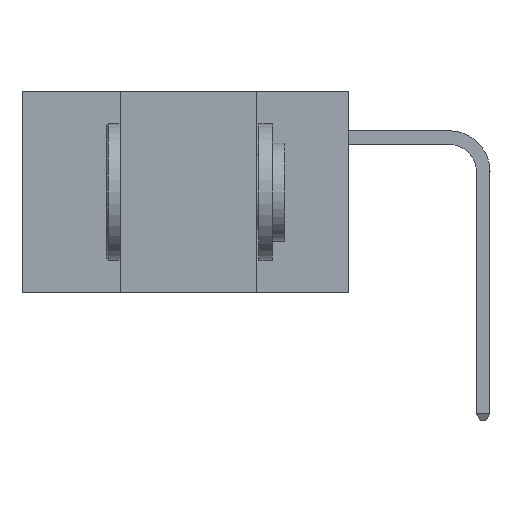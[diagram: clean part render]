
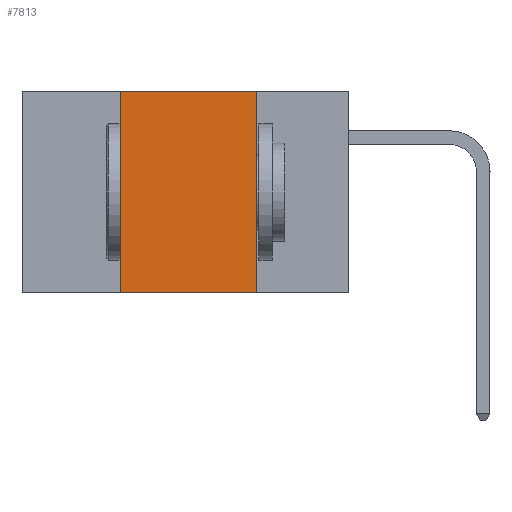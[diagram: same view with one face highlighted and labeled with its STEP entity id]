
A CAD part, left-side view. The second image highlights one B-rep face of the part: STEP entity #7813.
In plain terms, the highlighted planar face has unit normal (-1, 0, 0).
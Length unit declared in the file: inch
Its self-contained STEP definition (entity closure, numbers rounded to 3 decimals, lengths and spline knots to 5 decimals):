
#240 = EDGE_CURVE ( 'NONE', #757, #7033, #8233, .T. ) ;
#341 = ORIENTED_EDGE ( 'NONE', *, *, #972, .T. ) ;
#549 = VECTOR ( 'NONE', #5556, 39.37008 ) ;
#671 = CARTESIAN_POINT ( 'NONE',  ( 0., 0.42, 0. ) ) ;
#757 = VERTEX_POINT ( 'NONE', #4618 ) ;
#972 = EDGE_CURVE ( 'NONE', #757, #3876, #3730, .T. ) ;
#1451 = PLANE ( 'NONE',  #6650 ) ;
#1543 = EDGE_CURVE ( 'NONE', #2630, #3876, #4532, .T. ) ;
#1849 = CARTESIAN_POINT ( 'NONE',  ( 0., 0.6, 0. ) ) ;
#2356 = ORIENTED_EDGE ( 'NONE', *, *, #1543, .F. ) ;
#2452 = CARTESIAN_POINT ( 'NONE',  ( 0., 0.17, 0. ) ) ;
#2630 = VERTEX_POINT ( 'NONE', #2452 ) ;
#3730 = LINE ( 'NONE', #6416, #4195 ) ;
#3876 = VERTEX_POINT ( 'NONE', #3963 ) ;
#3961 = ORIENTED_EDGE ( 'NONE', *, *, #240, .F. ) ;
#3963 = CARTESIAN_POINT ( 'NONE',  ( 0., 0.17, -0.37 ) ) ;
#4195 = VECTOR ( 'NONE', #5805, 39.37008 ) ;
#4532 = LINE ( 'NONE', #5488, #549 ) ;
#4561 = VECTOR ( 'NONE', #5222, 39.37008 ) ;
#4618 = CARTESIAN_POINT ( 'NONE',  ( 0., 0.42, -0.37 ) ) ;
#4672 = EDGE_CURVE ( 'NONE', #7033, #2630, #7399, .T. ) ;
#4904 = CARTESIAN_POINT ( 'NONE',  ( 0., 0.42, 0. ) ) ;
#5215 = DIRECTION ( 'NONE',  ( 0., 0., -1. ) ) ;
#5222 = DIRECTION ( 'NONE',  ( 0., 0., 1. ) ) ;
#5488 = CARTESIAN_POINT ( 'NONE',  ( 0., 0.17, 0. ) ) ;
#5556 = DIRECTION ( 'NONE',  ( 0., 0., -1. ) ) ;
#5805 = DIRECTION ( 'NONE',  ( 0., -1., 0. ) ) ;
#6004 = ORIENTED_EDGE ( 'NONE', *, *, #4672, .F. ) ;
#6416 = CARTESIAN_POINT ( 'NONE',  ( 0., 0.6, -0.37 ) ) ;
#6650 = AXIS2_PLACEMENT_3D ( 'NONE', #8842, #9613, #5215 ) ;
#7014 = EDGE_LOOP ( 'NONE', ( #2356, #6004, #3961, #341 ) ) ;
#7033 = VERTEX_POINT ( 'NONE', #671 ) ;
#7399 = LINE ( 'NONE', #1849, #9119 ) ;
#7785 = DIRECTION ( 'NONE',  ( 0., -1., 0. ) ) ;
#7813 = ADVANCED_FACE ( 'NONE', ( #8251 ), #1451, .F. ) ;
#8233 = LINE ( 'NONE', #4904, #4561 ) ;
#8251 = FACE_OUTER_BOUND ( 'NONE', #7014, .T. ) ;
#8842 = CARTESIAN_POINT ( 'NONE',  ( 0., 0.6, 0. ) ) ;
#9119 = VECTOR ( 'NONE', #7785, 39.37008 ) ;
#9613 = DIRECTION ( 'NONE',  ( 1., 0., 0. ) ) ;
